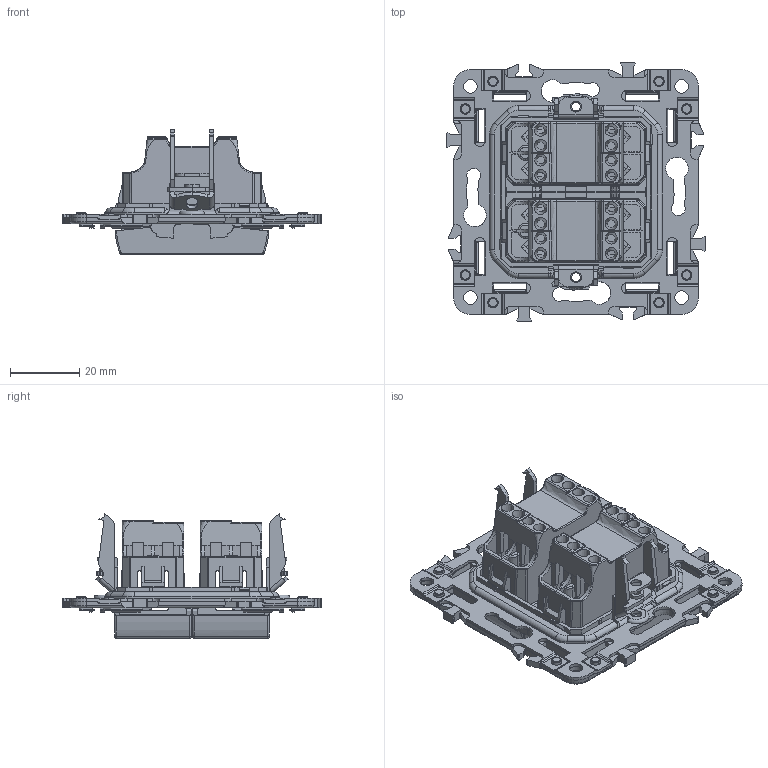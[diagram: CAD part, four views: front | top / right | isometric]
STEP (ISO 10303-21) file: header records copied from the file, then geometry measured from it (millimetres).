
FILE_DESCRIPTION (( 'STEP AP203' ), '1' );
FILE_NAME ('SK-V2-0-10 SKANDY Âûêëþ÷. 2-êë. 10À SK-V0 IEK.STEP', '2024-06-18T10:57:16', ( '' ), ( '' ), 'SwSTEP 2.0', 'SolidWorks 2022', '' );
FILE_SCHEMA (( 'CONFIG_CONTROL_DESIGN' ));
Length unit declared in the file: millimetre
Products named in the file (1): SK-V2-0-10 SKANDY Выключ. 2-кл. 10А SK-V0 IEK
Bounding box: 74.7 x 74.7 x 36.19 mm (x, y, z)
Volume: 22710.2 mm3; surface area: 42626.9 mm2
Topology: 11 solids, 11 shells, 3138 faces, 8966 edges, 5797 vertices
Faces by surface type: plane 1827, cylinder 873, bspline 258, cone 88, torus 72, sphere 20
Entity records: 110575 total; most frequent: CARTESIAN_POINT 30998, ORIENTED_EDGE 17904, DIRECTION 15114, EDGE_CURVE 8952, VECTOR 6036, LINE 6036, VERTEX_POINT 5795, AXIS2_PLACEMENT_3D 4539
